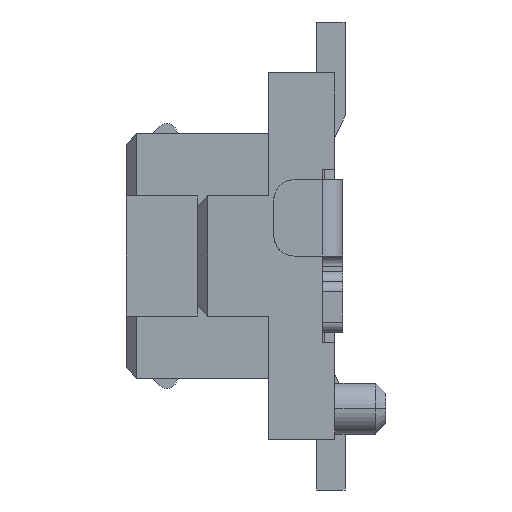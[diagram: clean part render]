
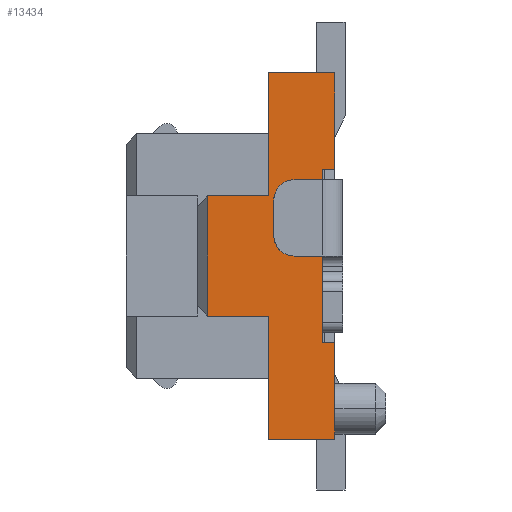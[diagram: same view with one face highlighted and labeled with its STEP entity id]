
A CAD part, left-side view. The second image highlights one B-rep face of the part: STEP entity #13434.
In plain terms, the highlighted planar face has unit normal (-1, 0, 0).
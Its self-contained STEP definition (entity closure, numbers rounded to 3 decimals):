
#3550=DIRECTION('',(0.,0.,-1.));
#3551=VECTOR('',#3550,0.65);
#3552=CARTESIAN_POINT('',(-4.8,0.,-0.85));
#3553=LINE('15651',#3552,#3551);
#3554=DIRECTION('',(0.,0.,-1.));
#3555=VECTOR('',#3554,0.3);
#3556=CARTESIAN_POINT('',(-4.8,0.,-1.5));
#3557=LINE('15652',#3556,#3555);
#3558=DIRECTION('',(0.,1.,0.));
#3559=VECTOR('',#3558,0.65);
#3560=CARTESIAN_POINT('',(-4.8,0.,-1.8));
#3561=LINE('213',#3560,#3559);
#3562=DIRECTION('',(0.,0.,1.));
#3563=VECTOR('',#3562,1.21);
#3564=CARTESIAN_POINT('',(-4.8,0.65,-1.8));
#3565=LINE('12066',#3564,#3563);
#3566=DIRECTION('',(0.,-1.,0.));
#3567=VECTOR('',#3566,0.6);
#3568=CARTESIAN_POINT('',(-4.8,1.25,-0.59));
#3569=LINE('12753',#3568,#3567);
#3570=DIRECTION('',(0.,0.,-1.));
#3571=VECTOR('',#3570,1.18);
#3572=CARTESIAN_POINT('',(-4.8,1.25,0.59));
#3573=LINE('12726',#3572,#3571);
#3574=DIRECTION('',(0.,-1.,0.));
#3575=VECTOR('',#3574,0.6);
#3576=CARTESIAN_POINT('',(-4.8,1.25,0.59));
#3577=LINE('12754',#3576,#3575);
#3578=DIRECTION('',(0.,0.,1.));
#3579=VECTOR('',#3578,1.21);
#3580=CARTESIAN_POINT('',(-4.8,0.65,0.59));
#3581=LINE('12067',#3580,#3579);
#3582=DIRECTION('',(0.,0.,-1.));
#3583=VECTOR('',#3582,0.95);
#3584=CARTESIAN_POINT('',(-4.8,0.,1.8));
#3585=LINE('12094',#3584,#3583);
#3586=DIRECTION('',(0.,1.,0.));
#3587=VECTOR('',#3586,0.12);
#3588=CARTESIAN_POINT('',(-4.8,0.,0.85));
#3589=LINE('12090',#3588,#3587);
#3590=DIRECTION('',(0.,0.,1.));
#3591=VECTOR('',#3590,1.7);
#3592=CARTESIAN_POINT('',(-4.8,0.12,-0.85));
#3593=LINE('12088',#3592,#3591);
#3594=DIRECTION('',(0.,1.,0.));
#3595=VECTOR('',#3594,0.12);
#3596=CARTESIAN_POINT('',(-4.8,0.,-0.85));
#3597=LINE('12089',#3596,#3595);
#3674=DIRECTION('',(0.,1.,0.));
#3675=VECTOR('',#3674,0.65);
#3676=CARTESIAN_POINT('',(-4.8,0.,1.8));
#3677=LINE('218',#3676,#3675);
#7698=CARTESIAN_POINT('',(-4.8,0.65,1.8));
#7700=VERTEX_POINT('',#7698);
#7703=CARTESIAN_POINT('',(-4.8,0.65,-1.8));
#7705=VERTEX_POINT('',#7703);
#7706=CARTESIAN_POINT('',(-4.8,0.,-1.8));
#7707=VERTEX_POINT('',#7706);
#7708=CARTESIAN_POINT('',(-4.8,0.,1.8));
#7709=VERTEX_POINT('',#7708);
#7714=CARTESIAN_POINT('',(-4.8,0.65,-0.59));
#7715=VERTEX_POINT('',#7714);
#7720=CARTESIAN_POINT('',(-4.8,0.65,0.59));
#7721=VERTEX_POINT('',#7720);
#7746=CARTESIAN_POINT('',(-4.8,0.12,-0.85));
#7748=VERTEX_POINT('',#7746);
#7751=CARTESIAN_POINT('',(-4.8,0.12,0.85));
#7753=VERTEX_POINT('',#7751);
#7759=CARTESIAN_POINT('',(-4.8,0.,-1.5));
#7761=VERTEX_POINT('',#7759);
#9202=CARTESIAN_POINT('',(-4.8,0.,-0.85));
#9203=VERTEX_POINT('',#9202);
#9204=CARTESIAN_POINT('',(-4.8,0.,0.85));
#9205=VERTEX_POINT('',#9204);
#9266=CARTESIAN_POINT('',(-4.8,1.25,-0.59));
#9268=VERTEX_POINT('',#9266);
#9272=CARTESIAN_POINT('',(-4.8,1.25,0.59));
#9273=VERTEX_POINT('',#9272);
#13410=CARTESIAN_POINT('',(-4.8,0.,-1.8));
#13411=DIRECTION('',(-1.,0.,0.));
#13412=DIRECTION('',(0.,0.,1.));
#13413=AXIS2_PLACEMENT_3D('',#13410,#13411,#13412);
#13414=PLANE('68',#13413);
#13415=ORIENTED_EDGE('15651',*,*,#10253,.T.);
#13416=ORIENTED_EDGE('15652',*,*,#10247,.T.);
#13417=ORIENTED_EDGE('213',*,*,#10596,.T.);
#13418=ORIENTED_EDGE('12066',*,*,#11774,.T.);
#13420=ORIENTED_EDGE('12753',*,*,#13419,.F.);
#13422=ORIENTED_EDGE('12726',*,*,#13421,.F.);
#13424=ORIENTED_EDGE('12754',*,*,#13423,.T.);
#13425=ORIENTED_EDGE('12067',*,*,#11751,.T.);
#13427=ORIENTED_EDGE('218',*,*,#13426,.F.);
#13428=ORIENTED_EDGE('12094',*,*,#10261,.T.);
#13429=ORIENTED_EDGE('12090',*,*,#13378,.T.);
#13430=ORIENTED_EDGE('12088',*,*,#13238,.F.);
#13431=ORIENTED_EDGE('12089',*,*,#13404,.F.);
#13432=EDGE_LOOP('68',(#13415,#13416,#13417,#13418,#13420,#13422,#13424,#13425,
#13427,#13428,#13429,#13430,#13431));
#13433=FACE_OUTER_BOUND('68',#13432,.F.);
#10247=EDGE_CURVE('15652',#7761,#7707,#3557,.T.);
#10253=EDGE_CURVE('15651',#9203,#7761,#3553,.T.);
#10261=EDGE_CURVE('12094',#7709,#9205,#3585,.T.);
#10596=EDGE_CURVE('213',#7707,#7705,#3561,.T.);
#11751=EDGE_CURVE('12067',#7721,#7700,#3581,.T.);
#11774=EDGE_CURVE('12066',#7705,#7715,#3565,.T.);
#13238=EDGE_CURVE('12088',#7748,#7753,#3593,.T.);
#13378=EDGE_CURVE('12090',#9205,#7753,#3589,.T.);
#13404=EDGE_CURVE('12089',#9203,#7748,#3597,.T.);
#13419=EDGE_CURVE('12753',#9268,#7715,#3569,.T.);
#13421=EDGE_CURVE('12726',#9273,#9268,#3573,.T.);
#13423=EDGE_CURVE('12754',#9273,#7721,#3577,.T.);
#13426=EDGE_CURVE('218',#7709,#7700,#3677,.T.);
#13434=ADVANCED_FACE('68',(#13433),#13414,.T.);
